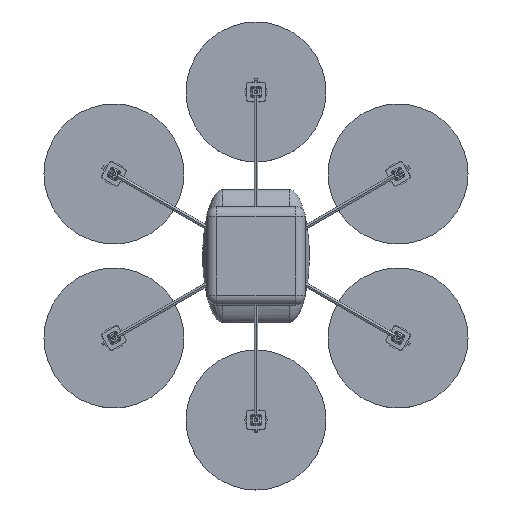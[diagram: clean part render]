
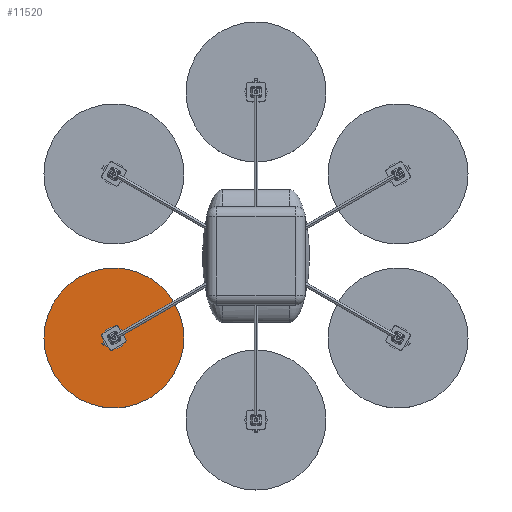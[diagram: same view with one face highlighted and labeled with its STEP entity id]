
A CAD part, top view. The second image highlights one B-rep face of the part: STEP entity #11520.
In plain terms, the highlighted planar face has unit normal (0, 0, 1).
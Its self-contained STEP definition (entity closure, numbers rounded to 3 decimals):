
#11415=CARTESIAN_POINT('',(0.,0.,17.018));
#11416=DIRECTION('',(0.,0.,1.));
#11417=DIRECTION('',(1.,0.,0.));
#11418=AXIS2_PLACEMENT_3D('',#11415,#11416,#11417);
#11420=CARTESIAN_POINT('',(0.,0.,17.018));
#11421=DIRECTION('',(0.,0.,1.));
#11422=DIRECTION('',(-1.,0.,0.));
#11423=AXIS2_PLACEMENT_3D('',#11420,#11421,#11422);
#11425=CARTESIAN_POINT('',(0.,0.,17.018));
#11426=DIRECTION('',(0.,0.,-1.));
#11427=DIRECTION('',(1.,0.,0.));
#11428=AXIS2_PLACEMENT_3D('',#11425,#11426,#11427);
#11430=CARTESIAN_POINT('',(0.,0.,17.018));
#11431=DIRECTION('',(0.,0.,-1.));
#11432=DIRECTION('',(-1.,0.,0.));
#11433=AXIS2_PLACEMENT_3D('',#11430,#11431,#11432);
#11447=CARTESIAN_POINT('',(177.8,0.,17.018));
#11448=CARTESIAN_POINT('',(-177.8,0.,17.018));
#11449=VERTEX_POINT('',#11447);
#11450=VERTEX_POINT('',#11448);
#11455=CARTESIAN_POINT('',(3.969,0.,17.018));
#11456=CARTESIAN_POINT('',(-3.969,0.,17.018));
#11457=VERTEX_POINT('',#11455);
#11458=VERTEX_POINT('',#11456);
#11505=CARTESIAN_POINT('',(0.,0.,17.018));
#11506=DIRECTION('',(0.,0.,1.));
#11507=DIRECTION('',(1.,0.,0.));
#11508=AXIS2_PLACEMENT_3D('',#11505,#11506,#11507);
#11509=PLANE('',#11508);
#11510=ORIENTED_EDGE('',*,*,#11485,.F.);
#11511=ORIENTED_EDGE('',*,*,#11499,.F.);
#11512=EDGE_LOOP('',(#11510,#11511));
#11513=FACE_OUTER_BOUND('',#11512,.F.);
#11515=ORIENTED_EDGE('',*,*,#11514,.F.);
#11517=ORIENTED_EDGE('',*,*,#11516,.F.);
#11518=EDGE_LOOP('',(#11515,#11517));
#11519=FACE_BOUND('',#11518,.F.);
#11520=ADVANCED_FACE('',(#11513,#11519),#11509,.T.);
#11419=CIRCLE('',#11418,177.8);
#11424=CIRCLE('',#11423,177.8);
#11429=CIRCLE('',#11428,3.969);
#11434=CIRCLE('',#11433,3.969);
#11485=EDGE_CURVE('',#11449,#11450,#11419,.T.);
#11499=EDGE_CURVE('',#11450,#11449,#11424,.T.);
#11514=EDGE_CURVE('',#11457,#11458,#11429,.T.);
#11516=EDGE_CURVE('',#11458,#11457,#11434,.T.);
